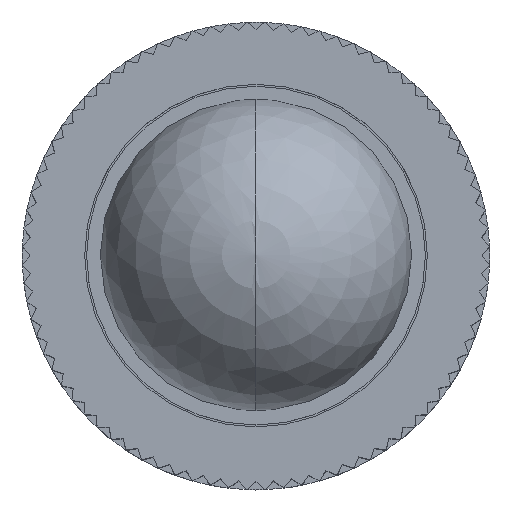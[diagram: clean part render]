
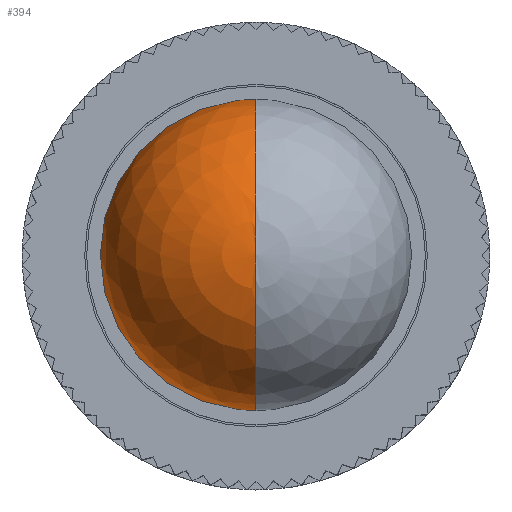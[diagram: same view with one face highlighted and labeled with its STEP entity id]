
A CAD part, top view. The second image highlights one B-rep face of the part: STEP entity #394.
In plain terms, the highlighted spherical face has radius 4 mm.
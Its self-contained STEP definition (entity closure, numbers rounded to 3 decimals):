
#394=ADVANCED_FACE('',(#1123),#1124,.T.);
#1123=FACE_OUTER_BOUND('',#2195,.T.);
#1124=SPHERICAL_SURFACE('',#2196,4.0);
#2195=EDGE_LOOP('',(#3273,#3274,#3275));
#2196=AXIS2_PLACEMENT_3D('',#3276,#3277,#3278);
#3273=ORIENTED_EDGE('',*,*,#6376,.F.);
#3274=ORIENTED_EDGE('',*,*,#6377,.F.);
#3275=ORIENTED_EDGE('',*,*,#6378,.F.);
#3276=CARTESIAN_POINT('',(0.,0.,9.9));
#3277=DIRECTION('',(0.0,0.0,-1.0));
#3278=DIRECTION('',(0.,-1.0,0.0));
#6376=EDGE_CURVE('',#7600,#7601,#7602,.T.);
#6377=EDGE_CURVE('',#7603,#7600,#7604,.T.);
#6378=EDGE_CURVE('',#7601,#7603,#7605,.T.);
#7600=VERTEX_POINT('',#9336);
#7601=VERTEX_POINT('',#9337);
#7602=CIRCLE('',#9338,4.0);
#7603=VERTEX_POINT('',#9339);
#7604=CIRCLE('',#9340,4.0);
#7605=CIRCLE('',#9341,3.922);
#9336=CARTESIAN_POINT('',(0.,0.,13.9));
#9337=CARTESIAN_POINT('',(0.,-3.922,9.116));
#9338=AXIS2_PLACEMENT_3D('',#11610,#11611,#11612);
#9339=CARTESIAN_POINT('',(0.,3.922,9.116));
#9340=AXIS2_PLACEMENT_3D('',#11613,#11614,#11615);
#9341=AXIS2_PLACEMENT_3D('',#11616,#11617,#11618);
#11610=CARTESIAN_POINT('',(0.,0.,9.9));
#11611=DIRECTION('',(1.0,0.,-0.0));
#11612=DIRECTION('',(0.0,0.0,1.0));
#11613=CARTESIAN_POINT('',(0.,0.,9.9));
#11614=DIRECTION('',(1.0,0.,-0.0));
#11615=DIRECTION('',(0.0,0.0,1.0));
#11616=CARTESIAN_POINT('',(0.,0.,9.116));
#11617=DIRECTION('',(0.0,0.0,-1.0));
#11618=DIRECTION('',(0.,1.0,0.0));
